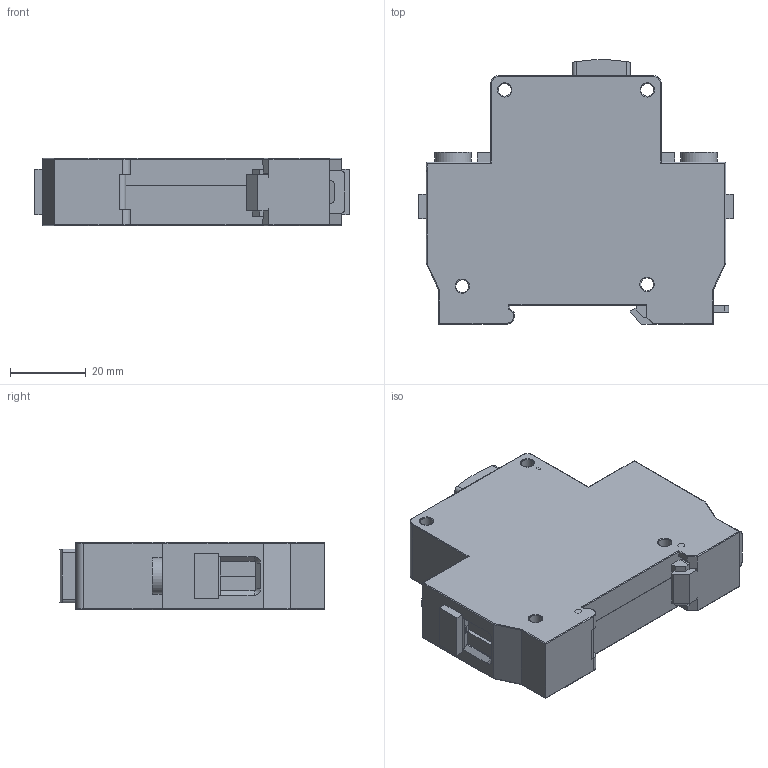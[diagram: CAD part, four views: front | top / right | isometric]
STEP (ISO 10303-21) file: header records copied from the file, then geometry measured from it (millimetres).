
FILE_DESCRIPTION (( 'STEP AP214' ), '1' );
FILE_NAME ('01.03.03.04 Ñèãíàëüíàÿ ëàìïà ËÑ-47Ì (êðàñíàÿ) (ìàòðèöà) ÈÝÊ.STEP', '2017-03-13T11:35:44', ( 'user' ), ( '' ), 'SwSTEP 2.0', 'SolidWorks 2014', '' );
FILE_SCHEMA (( 'AUTOMOTIVE_DESIGN' ));
Length unit declared in the file: millimetre
Products named in the file (1): 01.03.03.04 Ñèãíàëüíàÿ ëàìïà ËÑ-47Ì (êðàñíàÿ) (ìàòðèöà) ÈÝÊ
Bounding box: 83 x 69.74 x 17.8 mm (x, y, z)
Volume: 72066.1 mm3; surface area: 20645.6 mm2
Topology: 1 solids, 16 shells, 554 faces, 1467 edges, 951 vertices
Faces by surface type: plane 417, cylinder 114, torus 12, cone 9, bspline 2
Full cylindrical faces by diameter (mm): 1.8 x4, 3.4 x4, 7.4 x2, 9.6 x2
Entity records: 16856 total; most frequent: CARTESIAN_POINT 3223, ORIENTED_EDGE 2890, DIRECTION 2657, EDGE_CURVE 1445, LINE 1209, VECTOR 1209, VERTEX_POINT 949, AXIS2_PLACEMENT_3D 724
